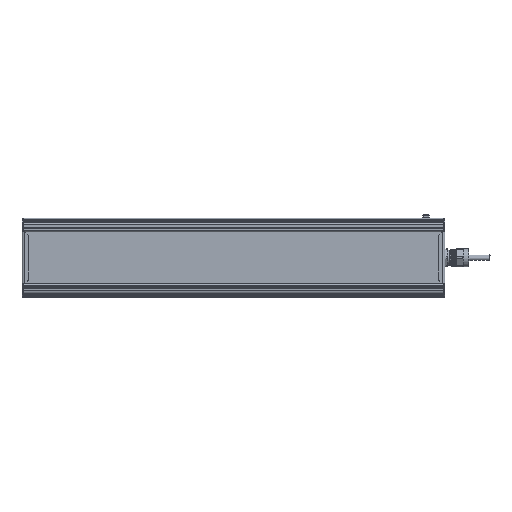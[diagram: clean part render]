
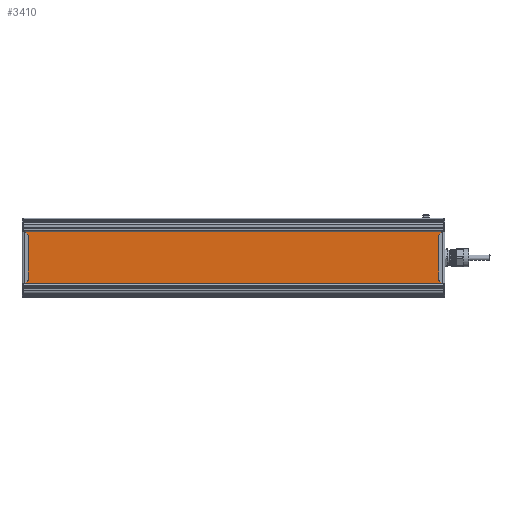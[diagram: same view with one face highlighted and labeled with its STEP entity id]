
A CAD part, front view. The second image highlights one B-rep face of the part: STEP entity #3410.
In plain terms, the highlighted face is planar.
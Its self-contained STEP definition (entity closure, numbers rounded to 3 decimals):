
#3410=ADVANCED_FACE('',(#12277),#12279,.T.);
#12277=FACE_BOUND('',#12278,.T.);
#12278=EDGE_LOOP('',(#36881,#36882,#36883,#36884));
#12279=PLANE('',#12280);
#12280=AXIS2_PLACEMENT_3D('',#12281,#12282,#12283);
#12281=CARTESIAN_POINT('',(120.465,593.492,117.308));
#12282=DIRECTION('',(0.,0.,-1.));
#12283=DIRECTION('',(0.,1.,0.));
#36881=ORIENTED_EDGE('',*,*,#42058,.T.);
#36882=ORIENTED_EDGE('',*,*,#42057,.T.);
#36883=ORIENTED_EDGE('',*,*,#42059,.F.);
#36884=ORIENTED_EDGE('',*,*,#42060,.F.);
#42057=EDGE_CURVE('',#45712,#45717,#45719,.T.);
#42058=EDGE_CURVE('',#45720,#45712,#45721,.T.);
#42059=EDGE_CURVE('',#45722,#45717,#45723,.T.);
#42060=EDGE_CURVE('',#45720,#45722,#45724,.T.);
#45712=VERTEX_POINT('',#56625);
#45717=VERTEX_POINT('',#56634);
#45719=LINE('',#56638,#56639);
#45720=VERTEX_POINT('',#56641);
#45721=LINE('',#56642,#56643);
#45722=VERTEX_POINT('',#56645);
#45723=LINE('',#56646,#56647);
#45724=LINE('',#56649,#56650);
#56625=CARTESIAN_POINT('',(120.465,679.838,117.308));
#56634=CARTESIAN_POINT('',(716.465,679.838,117.308));
#56638=CARTESIAN_POINT('',(120.465,679.838,117.308));
#56639=VECTOR('',#56640,1.);
#56640=DIRECTION('',(1.,0.,0.));
#56641=CARTESIAN_POINT('',(120.465,593.492,117.308));
#56642=CARTESIAN_POINT('',(120.465,593.492,117.308));
#56643=VECTOR('',#56644,1.);
#56644=DIRECTION('',(0.,1.,0.));
#56645=CARTESIAN_POINT('',(716.465,593.492,117.308));
#56646=CARTESIAN_POINT('',(716.465,593.492,117.308));
#56647=VECTOR('',#56648,1.);
#56648=DIRECTION('',(0.,1.,0.));
#56649=CARTESIAN_POINT('',(120.465,593.492,117.308));
#56650=VECTOR('',#56651,1.);
#56651=DIRECTION('',(1.,0.,0.));
